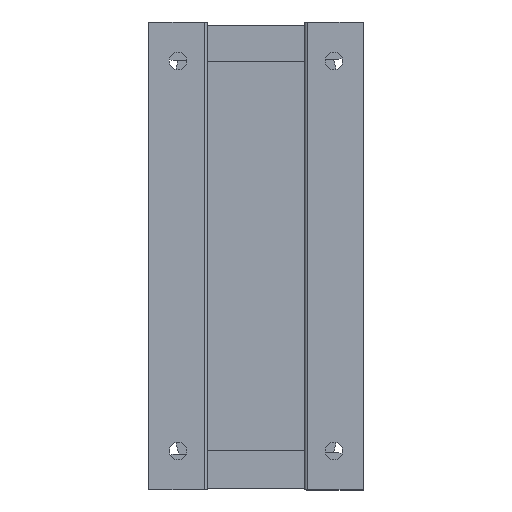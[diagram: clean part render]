
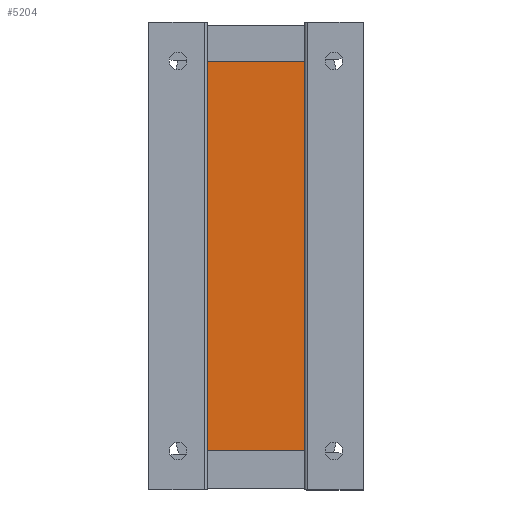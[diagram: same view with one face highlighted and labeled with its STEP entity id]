
A CAD part, front view. The second image highlights one B-rep face of the part: STEP entity #5204.
In plain terms, the highlighted planar face has unit normal (0, -1, 0).
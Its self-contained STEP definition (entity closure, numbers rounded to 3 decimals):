
#819=FACE_OUTER_BOUND('',#1100,.T.);
#1100=EDGE_LOOP('',(#3613,#3614,#3615,#3616));
#1433=LINE('',#7910,#1913);
#1434=LINE('',#7913,#1914);
#1435=LINE('',#7915,#1915);
#1436=LINE('',#7916,#1916);
#1913=VECTOR('',#6311,10.);
#1914=VECTOR('',#6314,10.);
#1915=VECTOR('',#6315,10.);
#1916=VECTOR('',#6316,10.);
#2386=VERTEX_POINT('',#7903);
#2389=VERTEX_POINT('',#7908);
#2390=VERTEX_POINT('',#7912);
#2391=VERTEX_POINT('',#7914);
#2870=EDGE_CURVE('',#2386,#2389,#1433,.T.);
#2871=EDGE_CURVE('',#2390,#2386,#1434,.T.);
#2872=EDGE_CURVE('',#2391,#2389,#1435,.T.);
#2873=EDGE_CURVE('',#2390,#2391,#1436,.T.);
#3613=ORIENTED_EDGE('',*,*,#2871,.T.);
#3614=ORIENTED_EDGE('',*,*,#2870,.T.);
#3615=ORIENTED_EDGE('',*,*,#2872,.F.);
#3616=ORIENTED_EDGE('',*,*,#2873,.F.);
#5030=PLANE('',#5700);
#5204=ADVANCED_FACE('',(#819),#5030,.T.);
#5700=AXIS2_PLACEMENT_3D('',#7911,#6312,#6313);
#6311=DIRECTION('',(1.,0.,0.));
#6312=DIRECTION('center_axis',(0.,-1.,0.));
#6313=DIRECTION('ref_axis',(0.,0.,-1.));
#6314=DIRECTION('',(0.,0.,-1.));
#6315=DIRECTION('',(0.,0.,-1.));
#6316=DIRECTION('',(1.,0.,0.));
#7903=CARTESIAN_POINT('',(0.,0.,0.));
#7908=CARTESIAN_POINT('',(50.,0.,0.));
#7910=CARTESIAN_POINT('',(0.,0.,0.));
#7911=CARTESIAN_POINT('Origin',(0.,0.,200.));
#7912=CARTESIAN_POINT('',(0.,0.,200.));
#7913=CARTESIAN_POINT('',(0.,0.,200.));
#7914=CARTESIAN_POINT('',(50.,0.,200.));
#7915=CARTESIAN_POINT('',(50.,0.,200.));
#7916=CARTESIAN_POINT('',(0.,0.,200.));
